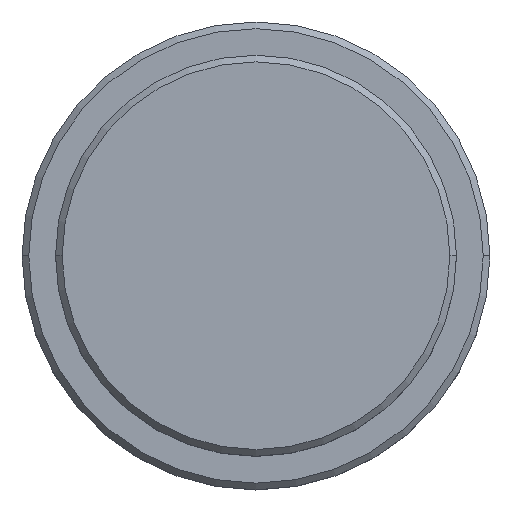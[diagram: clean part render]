
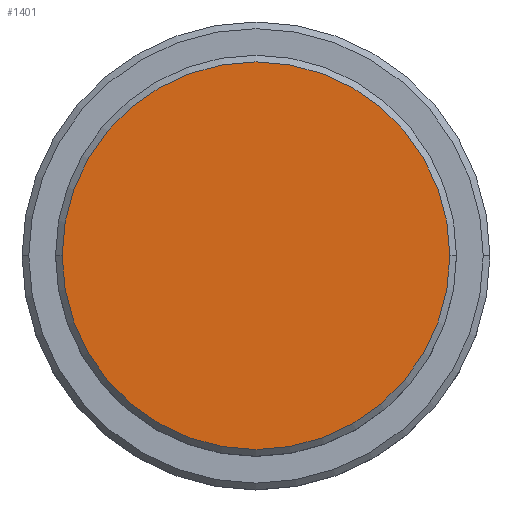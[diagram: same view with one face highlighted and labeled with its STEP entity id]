
A CAD part, top view. The second image highlights one B-rep face of the part: STEP entity #1401.
In plain terms, the highlighted planar face has unit normal (0, 0, 1).
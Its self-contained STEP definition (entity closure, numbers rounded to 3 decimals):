
#10 = PLANE ( 'NONE',  #648 ) ;
#123 = CIRCLE ( 'NONE', #154, 14.5 ) ;
#148 = VERTEX_POINT ( 'NONE', #1202 ) ;
#154 = AXIS2_PLACEMENT_3D ( 'NONE', #959, #1395, #419 ) ;
#164 = CARTESIAN_POINT ( 'NONE',  ( 14.5, 0., 0. ) ) ;
#409 = CARTESIAN_POINT ( 'NONE',  ( 0., 0., 0. ) ) ;
#419 = DIRECTION ( 'NONE',  ( 1., 0., 0. ) ) ;
#427 = EDGE_CURVE ( 'NONE', #148, #1113, #1392, .T. ) ;
#448 = DIRECTION ( 'NONE',  ( 1., 0., 0. ) ) ;
#562 = DIRECTION ( 'NONE',  ( 0., 0., 1. ) ) ;
#648 = AXIS2_PLACEMENT_3D ( 'NONE', #687, #562, #448 ) ;
#687 = CARTESIAN_POINT ( 'NONE',  ( 0., 0., 0. ) ) ;
#959 = CARTESIAN_POINT ( 'NONE',  ( 0., 0., 0. ) ) ;
#988 = FACE_OUTER_BOUND ( 'NONE', #1359, .T. ) ;
#1031 = AXIS2_PLACEMENT_3D ( 'NONE', #409, #1158, #1266 ) ;
#1113 = VERTEX_POINT ( 'NONE', #164 ) ;
#1158 = DIRECTION ( 'NONE',  ( 0., 0., 1. ) ) ;
#1202 = CARTESIAN_POINT ( 'NONE',  ( -14.5, 0., 0. ) ) ;
#1266 = DIRECTION ( 'NONE',  ( 1., 0., 0. ) ) ;
#1325 = ORIENTED_EDGE ( 'NONE', *, *, #1333, .T. ) ;
#1333 = EDGE_CURVE ( 'NONE', #1113, #148, #123, .T. ) ;
#1359 = EDGE_LOOP ( 'NONE', ( #1407, #1325 ) ) ;
#1392 = CIRCLE ( 'NONE', #1031, 14.5 ) ;
#1395 = DIRECTION ( 'NONE',  ( 0., 0., 1. ) ) ;
#1401 = ADVANCED_FACE ( 'NONE', ( #988 ), #10, .T. ) ;
#1407 = ORIENTED_EDGE ( 'NONE', *, *, #427, .T. ) ;
